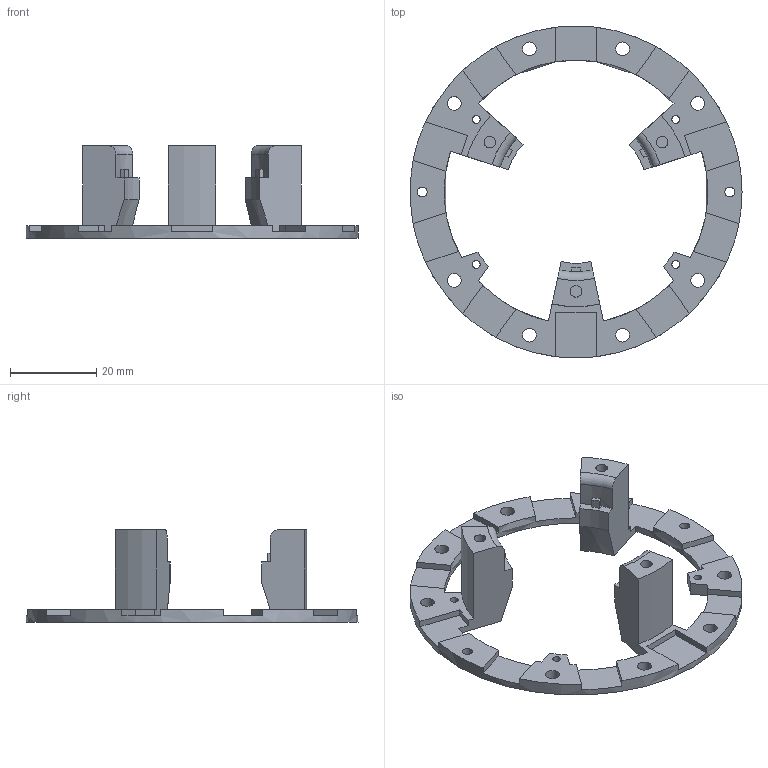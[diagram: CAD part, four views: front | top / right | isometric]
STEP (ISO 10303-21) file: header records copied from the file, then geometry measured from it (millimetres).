
FILE_DESCRIPTION(/* description */ (''),/* implementation_level */ '2;1');
FILE_NAME(/* name */ 'Glow Ring Bracket v1.step',/* time_stamp */ '2022-09-22T16:39:12+02:00',/* author */ (''),/* organization */ (''),/* preprocessor_version */ 'ST-DEVELOPER v19',/* originating_system */ 'Autodesk Translation Framework v11.7.0.108',/* authorisation */ '');
FILE_SCHEMA (('AUTOMOTIVE_DESIGN { 1 0 10303 214 3 1 1 }'));
Length unit declared in the file: millimetre
Products named in the file (1): Glow Ring Bracket
Bounding box: 76.8 x 76.8 x 21.5 mm (x, y, z)
Volume: 9310.3 mm3; surface area: 8196.1 mm2
Topology: 1 solids, 1 shells, 117 faces, 339 edges, 226 vertices
Faces by surface type: plane 74, cylinder 34, cone 6, torus 3
Full cylindrical faces by diameter (mm): 1.8 x4, 2.3 x2, 2.7 x3, 3.2 x8, 76.8 x1
Entity records: 3991 total; most frequent: DIRECTION 700, CARTESIAN_POINT 683, ORIENTED_EDGE 678, EDGE_CURVE 339, AXIS2_PLACEMENT_3D 243, VERTEX_POINT 226, LINE 214, VECTOR 214
